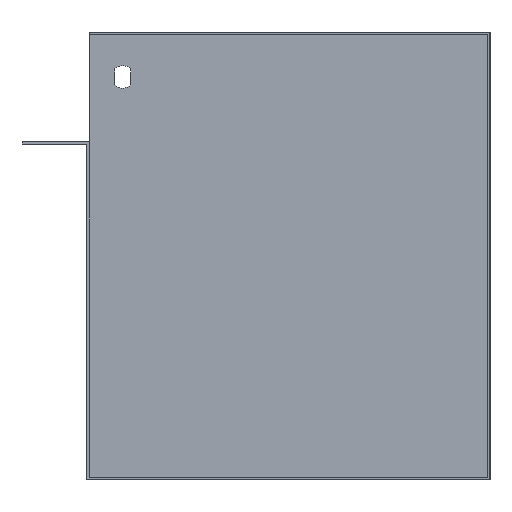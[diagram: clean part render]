
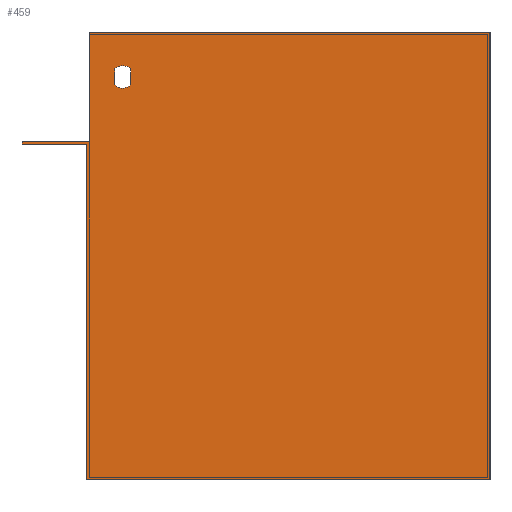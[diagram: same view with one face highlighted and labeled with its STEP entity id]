
A CAD part, left-side view. The second image highlights one B-rep face of the part: STEP entity #459.
In plain terms, the highlighted planar face has unit normal (-1, 0, 0).
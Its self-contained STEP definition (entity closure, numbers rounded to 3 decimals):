
#19 = AXIS2_PLACEMENT_3D ( 'NONE', #228, #229, #230 ) ;
#23 = AXIS2_PLACEMENT_3D ( 'NONE', #192, #193, #194 ) ;
#75 = EDGE_CURVE ( 'NONE', #626, #620, #1013, .T. ) ;
#81 = EDGE_CURVE ( 'NONE', #639, #624, #1037, .T. ) ;
#82 = EDGE_CURVE ( 'NONE', #627, #626, #1030, .T. ) ;
#88 = EDGE_CURVE ( 'NONE', #639, #635, #1050, .T. ) ;
#89 = EDGE_CURVE ( 'NONE', #622, #617, #1051, .T. ) ;
#90 = EDGE_CURVE ( 'NONE', #622, #624, #1053, .T. ) ;
#91 = EDGE_CURVE ( 'NONE', #619, #627, #1055, .T. ) ;
#92 = EDGE_CURVE ( 'NONE', #620, #619, #1057, .T. ) ;
#93 = EDGE_CURVE ( 'NONE', #617, #616, #1058, .T. ) ;
#94 = EDGE_CURVE ( 'NONE', #623, #616, #1060, .T. ) ;
#97 = EDGE_CURVE ( 'NONE', #635, #614, #1067, .T. ) ;
#98 = EDGE_CURVE ( 'NONE', #623, #614, #1066, .T. ) ;
#192 = CARTESIAN_POINT ( 'NONE',  ( 0., 164., -19. ) ) ;
#193 = DIRECTION ( 'NONE',  ( 1., 0., 0. ) ) ;
#194 = DIRECTION ( 'NONE',  ( 0., 0., -1. ) ) ;
#201 = CARTESIAN_POINT ( 'NONE',  ( 0., 160.5, -15.429 ) ) ;
#205 = CARTESIAN_POINT ( 'NONE',  ( 0., 179., 1. ) ) ;
#207 = DIRECTION ( 'NONE',  ( 0., 0., -1. ) ) ;
#208 = DIRECTION ( 'NONE',  ( 0., 0., -1. ) ) ;
#214 = CARTESIAN_POINT ( 'NONE',  ( 0., 167.5, -15.429 ) ) ;
#219 = DIRECTION ( 'NONE',  ( 0., 0., 1. ) ) ;
#221 = CARTESIAN_POINT ( 'NONE',  ( 0., 179., 1. ) ) ;
#222 = DIRECTION ( 'NONE',  ( 0., -1., 0. ) ) ;
#223 = CARTESIAN_POINT ( 'NONE',  ( 0., 209., -48. ) ) ;
#224 = DIRECTION ( 'NONE',  ( 0., 0., -1. ) ) ;
#225 = CARTESIAN_POINT ( 'NONE',  ( 0., 179., -48. ) ) ;
#226 = DIRECTION ( 'NONE',  ( 0., -1., 0. ) ) ;
#227 = CARTESIAN_POINT ( 'NONE',  ( 0., 0., 1. ) ) ;
#228 = CARTESIAN_POINT ( 'NONE',  ( 0., 164., -19. ) ) ;
#229 = DIRECTION ( 'NONE',  ( 1., 0., 0. ) ) ;
#230 = DIRECTION ( 'NONE',  ( 0., 0., -1. ) ) ;
#231 = CARTESIAN_POINT ( 'NONE',  ( 0., 179., -49. ) ) ;
#232 = DIRECTION ( 'NONE',  ( 0., -1., 0. ) ) ;
#233 = CARTESIAN_POINT ( 'NONE',  ( 0., 180., -199. ) ) ;
#234 = DIRECTION ( 'NONE',  ( 0., 0., 1. ) ) ;
#236 = CARTESIAN_POINT ( 'NONE',  ( 0., 179., -199. ) ) ;
#242 = DIRECTION ( 'NONE',  ( 0., 0., -1. ) ) ;
#243 = DIRECTION ( 'NONE',  ( 0., -1., 0. ) ) ;
#459 = ADVANCED_FACE ( 'NONE', ( #514, #517 ), #1259, .F. ) ;
#514 = FACE_BOUND ( 'NONE', #705, .T. ) ;
#517 = FACE_OUTER_BOUND ( 'NONE', #754, .T. ) ;
#614 = VERTEX_POINT ( 'NONE', #1323 ) ;
#616 = VERTEX_POINT ( 'NONE', #1325 ) ;
#617 = VERTEX_POINT ( 'NONE', #1326 ) ;
#619 = VERTEX_POINT ( 'NONE', #1328 ) ;
#620 = VERTEX_POINT ( 'NONE', #1329 ) ;
#622 = VERTEX_POINT ( 'NONE', #1331 ) ;
#623 = VERTEX_POINT ( 'NONE', #1332 ) ;
#624 = VERTEX_POINT ( 'NONE', #1333 ) ;
#626 = VERTEX_POINT ( 'NONE', #1335 ) ;
#627 = VERTEX_POINT ( 'NONE', #1336 ) ;
#635 = VERTEX_POINT ( 'NONE', #1344 ) ;
#639 = VERTEX_POINT ( 'NONE', #1348 ) ;
#705 = EDGE_LOOP ( 'NONE', ( #712, #713, #714, #715 ) ) ;
#712 = ORIENTED_EDGE ( 'NONE', *, *, #82, .T. ) ;
#713 = ORIENTED_EDGE ( 'NONE', *, *, #75, .T. ) ;
#714 = ORIENTED_EDGE ( 'NONE', *, *, #92, .T. ) ;
#715 = ORIENTED_EDGE ( 'NONE', *, *, #91, .T. ) ;
#716 = ORIENTED_EDGE ( 'NONE', *, *, #81, .T. ) ;
#718 = ORIENTED_EDGE ( 'NONE', *, *, #90, .F. ) ;
#720 = ORIENTED_EDGE ( 'NONE', *, *, #89, .T. ) ;
#721 = ORIENTED_EDGE ( 'NONE', *, *, #93, .T. ) ;
#722 = ORIENTED_EDGE ( 'NONE', *, *, #94, .F. ) ;
#724 = ORIENTED_EDGE ( 'NONE', *, *, #98, .T. ) ;
#725 = ORIENTED_EDGE ( 'NONE', *, *, #97, .F. ) ;
#726 = ORIENTED_EDGE ( 'NONE', *, *, #88, .F. ) ;
#754 = EDGE_LOOP ( 'NONE', ( #716, #718, #720, #721, #722, #724, #725, #726 ) ) ;
#1013 = CIRCLE ( 'NONE', #23, 5. ) ;
#1030 = LINE ( 'NONE', #201, #1042 ) ;
#1037 = LINE ( 'NONE', #205, #1040 ) ;
#1040 = VECTOR ( 'NONE', #207, 1000. ) ;
#1042 = VECTOR ( 'NONE', #208, 1000. ) ;
#1050 = LINE ( 'NONE', #221, #1052 ) ;
#1051 = LINE ( 'NONE', #223, #1054 ) ;
#1052 = VECTOR ( 'NONE', #222, 1000. ) ;
#1053 = LINE ( 'NONE', #225, #1056 ) ;
#1054 = VECTOR ( 'NONE', #224, 1000. ) ;
#1055 = CIRCLE ( 'NONE', #19, 5. ) ;
#1056 = VECTOR ( 'NONE', #226, 1000. ) ;
#1057 = LINE ( 'NONE', #214, #1059 ) ;
#1058 = LINE ( 'NONE', #231, #1061 ) ;
#1059 = VECTOR ( 'NONE', #219, 1000. ) ;
#1060 = LINE ( 'NONE', #233, #1063 ) ;
#1061 = VECTOR ( 'NONE', #232, 1000. ) ;
#1063 = VECTOR ( 'NONE', #234, 1000. ) ;
#1066 = LINE ( 'NONE', #236, #1068 ) ;
#1067 = LINE ( 'NONE', #227, #1069 ) ;
#1068 = VECTOR ( 'NONE', #243, 1000. ) ;
#1069 = VECTOR ( 'NONE', #242, 1000. ) ;
#1259 = PLANE ( 'NONE',  #1399 ) ;
#1260 = CARTESIAN_POINT ( 'NONE',  ( 0., 179., 1. ) ) ;
#1265 = DIRECTION ( 'NONE',  ( 1., 0., 0. ) ) ;
#1266 = DIRECTION ( 'NONE',  ( 0., 1., 0. ) ) ;
#1323 = CARTESIAN_POINT ( 'NONE',  ( 0., 0., -199. ) ) ;
#1325 = CARTESIAN_POINT ( 'NONE',  ( 0., 180., -49. ) ) ;
#1326 = CARTESIAN_POINT ( 'NONE',  ( 0., 209., -49. ) ) ;
#1328 = CARTESIAN_POINT ( 'NONE',  ( 0., 167.5, -15.429 ) ) ;
#1329 = CARTESIAN_POINT ( 'NONE',  ( 0., 167.5, -22.571 ) ) ;
#1331 = CARTESIAN_POINT ( 'NONE',  ( 0., 209., -48. ) ) ;
#1332 = CARTESIAN_POINT ( 'NONE',  ( 0., 180., -199. ) ) ;
#1333 = CARTESIAN_POINT ( 'NONE',  ( 0., 179., -48. ) ) ;
#1335 = CARTESIAN_POINT ( 'NONE',  ( 0., 160.5, -22.571 ) ) ;
#1336 = CARTESIAN_POINT ( 'NONE',  ( 0., 160.5, -15.429 ) ) ;
#1344 = CARTESIAN_POINT ( 'NONE',  ( 0., 0., 1. ) ) ;
#1348 = CARTESIAN_POINT ( 'NONE',  ( 0., 179., 1. ) ) ;
#1399 = AXIS2_PLACEMENT_3D ( 'NONE', #1260, #1265, #1266 ) ;
